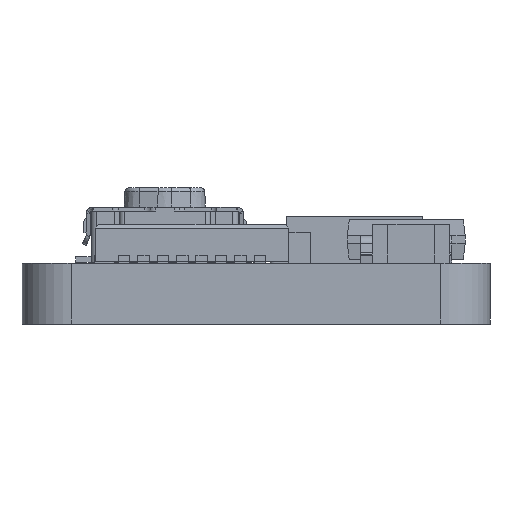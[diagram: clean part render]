
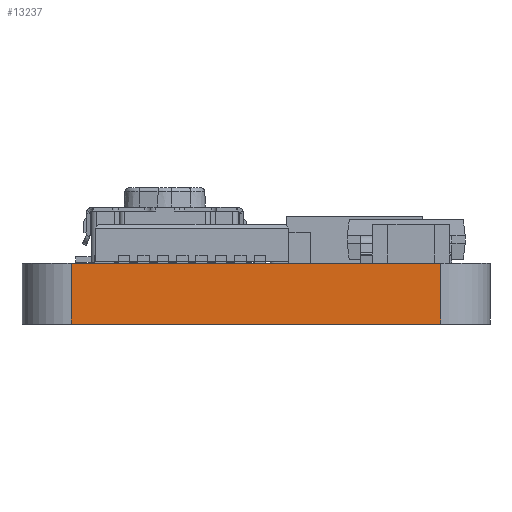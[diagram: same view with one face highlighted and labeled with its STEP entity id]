
A CAD part, left-side view. The second image highlights one B-rep face of the part: STEP entity #13237.
In plain terms, the highlighted planar face has unit normal (-1, 0, 0).
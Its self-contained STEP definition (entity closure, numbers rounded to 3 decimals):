
#237=PLANE('',#14098);
#794=FACE_OUTER_BOUND('',#1507,.T.);
#1507=EDGE_LOOP('',(#8934,#8935,#8936,#8937));
#2280=LINE('',#18795,#3851);
#2281=LINE('',#18798,#3852);
#2282=LINE('',#18800,#3853);
#2283=LINE('',#18801,#3854);
#3851=VECTOR('',#15220,10.);
#3852=VECTOR('',#15223,10.);
#3853=VECTOR('',#15224,10.);
#3854=VECTOR('',#15225,10.);
#5729=VERTEX_POINT('',#18791);
#5730=VERTEX_POINT('',#18793);
#5731=VERTEX_POINT('',#18797);
#5732=VERTEX_POINT('',#18799);
#6994=EDGE_CURVE('',#5729,#5730,#2280,.T.);
#6995=EDGE_CURVE('',#5729,#5731,#2281,.T.);
#6996=EDGE_CURVE('',#5732,#5730,#2282,.T.);
#6997=EDGE_CURVE('',#5731,#5732,#2283,.T.);
#8934=ORIENTED_EDGE('',*,*,#6995,.F.);
#8935=ORIENTED_EDGE('',*,*,#6994,.T.);
#8936=ORIENTED_EDGE('',*,*,#6996,.F.);
#8937=ORIENTED_EDGE('',*,*,#6997,.F.);
#13237=ADVANCED_FACE('',(#794),#237,.T.);
#14098=AXIS2_PLACEMENT_3D('',#18796,#15221,#15222);
#15220=DIRECTION('',(0.,0.,1.));
#15221=DIRECTION('center_axis',(-1.,0.,0.));
#15222=DIRECTION('ref_axis',(0.,-1.,0.));
#15223=DIRECTION('',(0.,1.,0.));
#15224=DIRECTION('',(0.,-1.,0.));
#15225=DIRECTION('',(0.,0.,1.));
#18791=CARTESIAN_POINT('',(-4.953,-4.762,0.));
#18793=CARTESIAN_POINT('',(-4.953,-4.762,1.57));
#18795=CARTESIAN_POINT('',(-4.953,-4.762,0.));
#18796=CARTESIAN_POINT('Origin',(-4.953,4.762,0.));
#18797=CARTESIAN_POINT('',(-4.953,4.762,0.));
#18798=CARTESIAN_POINT('',(-4.953,-4.762,0.));
#18799=CARTESIAN_POINT('',(-4.953,4.762,1.57));
#18800=CARTESIAN_POINT('',(-4.953,-4.762,1.57));
#18801=CARTESIAN_POINT('',(-4.953,4.762,0.));
